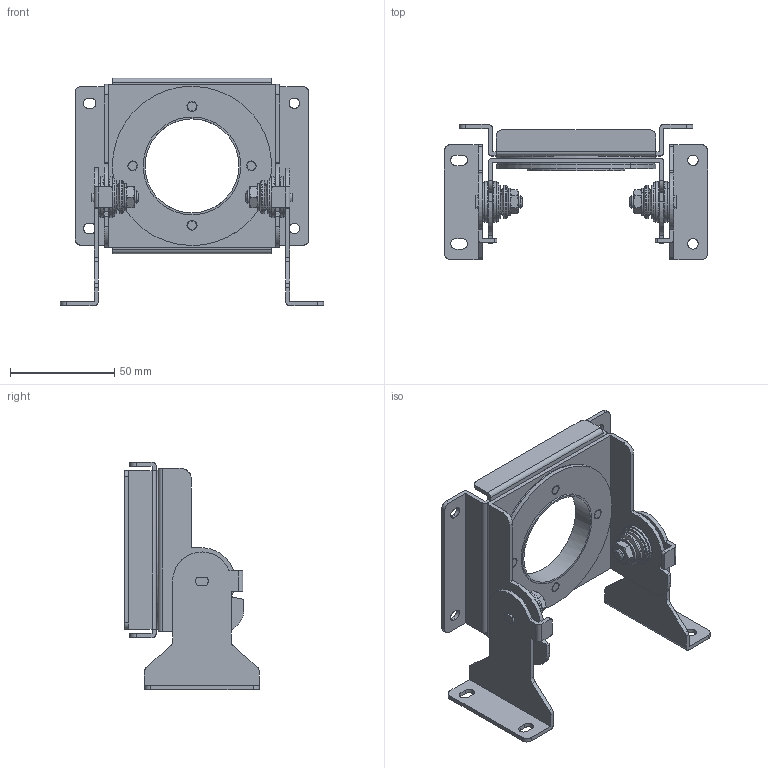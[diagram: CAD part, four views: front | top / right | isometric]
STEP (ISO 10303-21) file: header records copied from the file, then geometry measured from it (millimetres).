
FILE_DESCRIPTION((''),'2;1');
FILE_NAME('','2009-04-17T14:13:16',(''),(''),'','CADfix','');
FILE_SCHEMA(('AUTOMOTIVE_DESIGN { 1 0 10303 214 1 1 1 1 }'));
Length unit declared in the file: millimetre
Bounding box: 126 x 64.5 x 109 mm (x, y, z)
Volume: 69998 mm3; surface area: 63181.2 mm2
Topology: 6 solids, 6 shells, 717 faces, 2326 edges, 1664 vertices
Faces by surface type: bspline 717
Entity records: 30159 total; most frequent: CARTESIAN_POINT 16328, ORIENTED_EDGE 4652, EDGE_CURVE 2326, VERTEX_POINT 1664, QUASI_UNIFORM_CURVE 1386, B_SPLINE_CURVE_WITH_KNOTS 940, EDGE_LOOP 788, FACE_OUTER_BOUND 717
